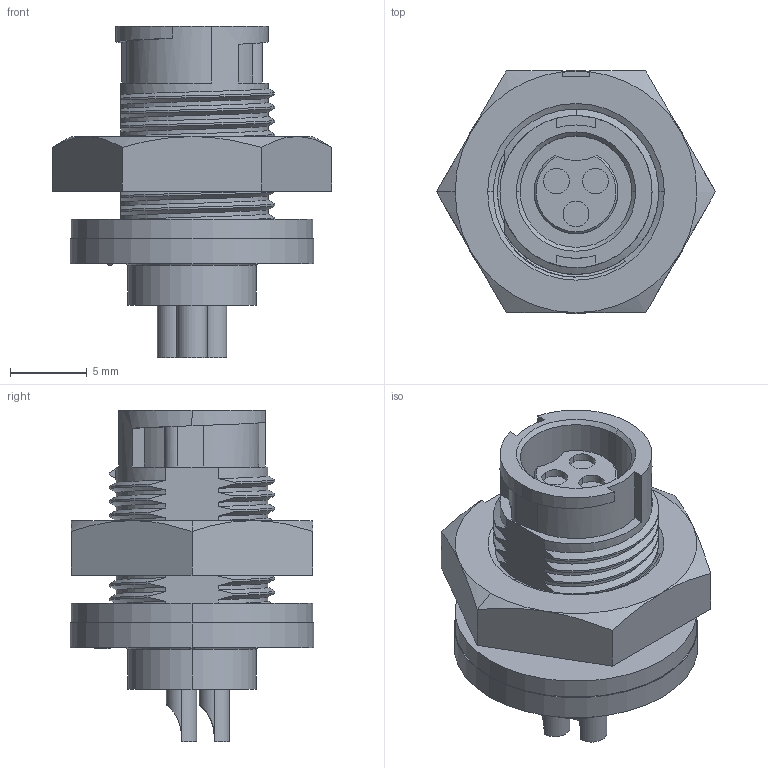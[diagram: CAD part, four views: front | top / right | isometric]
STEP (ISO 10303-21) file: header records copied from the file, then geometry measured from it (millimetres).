
FILE_DESCRIPTION (( 'STEP AP203' ), '1' );
FILE_NAME ('17282-3SG-300.STEP', '2014-05-06T18:25:12', ( '' ), ( '' ), 'SwSTEP 2.0', 'SolidWorks 2014', '' );
FILE_SCHEMA (( 'CONFIG_CONTROL_DESIGN' ));
Length unit declared in the file: inch
Products named in the file (1): 17282-3SG-300
Bounding box: 18.18 x 15.88 x 21.56 mm (x, y, z)
Volume: 1916.6 mm3; surface area: 2155.4 mm2
Topology: 2 solids, 2 shells, 193 faces, 500 edges, 327 vertices
Faces by surface type: cylinder 81, plane 54, bspline 38, cone 16, torus 2, sphere 2
Entity records: 13362 total; most frequent: CARTESIAN_POINT 9058, ORIENTED_EDGE 1000, DIRECTION 724, EDGE_CURVE 500, VERTEX_POINT 327, AXIS2_PLACEMENT_3D 257, EDGE_LOOP 211, LINE 210
